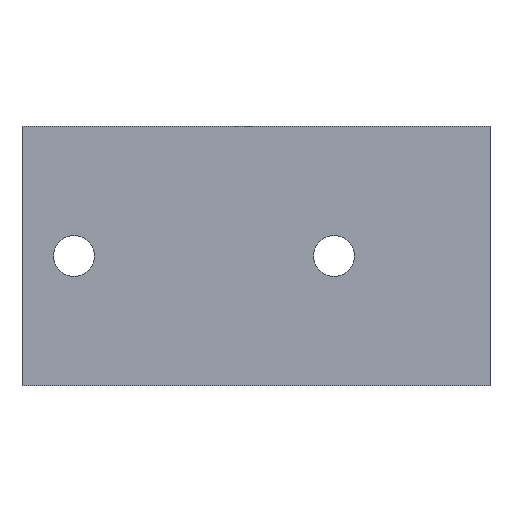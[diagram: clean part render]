
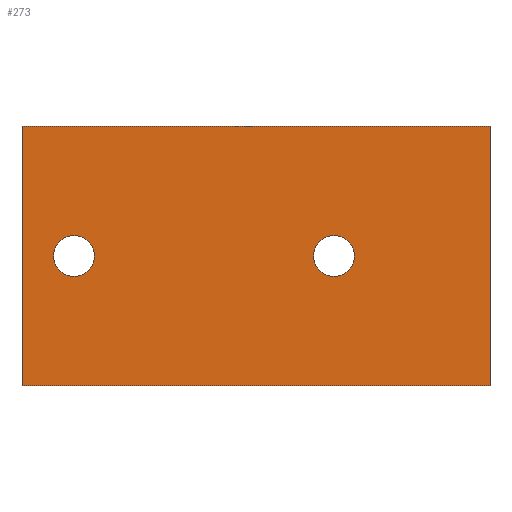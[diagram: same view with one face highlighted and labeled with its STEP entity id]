
A CAD part, front view. The second image highlights one B-rep face of the part: STEP entity #273.
In plain terms, the highlighted planar face has unit normal (0, -1, 0).
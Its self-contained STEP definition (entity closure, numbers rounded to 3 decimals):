
#27=LINE('',#443,#51);
#33=LINE('',#454,#57);
#37=LINE('',#462,#61);
#38=LINE('',#464,#62);
#51=VECTOR('',#369,10.);
#57=VECTOR('',#379,10.);
#61=VECTOR('',#387,10.);
#62=VECTOR('',#390,10.);
#73=PLANE('',#317);
#83=FACE_BOUND('',#124,.T.);
#84=FACE_BOUND('',#125,.T.);
#99=FACE_OUTER_BOUND('',#123,.T.);
#123=EDGE_LOOP('',(#241,#242,#243,#244));
#124=EDGE_LOOP('',(#245));
#125=EDGE_LOOP('',(#246));
#128=CIRCLE('',#297,0.784);
#130=CIRCLE('',#300,0.784);
#136=VERTEX_POINT('',#397);
#138=VERTEX_POINT('',#402);
#152=VERTEX_POINT('',#440);
#153=VERTEX_POINT('',#442);
#156=VERTEX_POINT('',#452);
#158=VERTEX_POINT('',#460);
#160=EDGE_CURVE('',#136,#136,#128,.T.);
#162=EDGE_CURVE('',#138,#138,#130,.T.);
#179=EDGE_CURVE('',#152,#153,#27,.T.);
#185=EDGE_CURVE('',#156,#152,#33,.T.);
#189=EDGE_CURVE('',#158,#153,#37,.T.);
#190=EDGE_CURVE('',#156,#158,#38,.T.);
#241=ORIENTED_EDGE('',*,*,#190,.T.);
#242=ORIENTED_EDGE('',*,*,#189,.T.);
#243=ORIENTED_EDGE('',*,*,#179,.F.);
#244=ORIENTED_EDGE('',*,*,#185,.F.);
#245=ORIENTED_EDGE('',*,*,#160,.T.);
#246=ORIENTED_EDGE('',*,*,#162,.T.);
#273=ADVANCED_FACE('',(#99,#83,#84),#73,.T.);
#297=AXIS2_PLACEMENT_3D('',#398,#325,#326);
#300=AXIS2_PLACEMENT_3D('',#403,#331,#332);
#317=AXIS2_PLACEMENT_3D('',#463,#388,#389);
#325=DIRECTION('center_axis',(0.,1.,0.));
#326=DIRECTION('ref_axis',(-1.,0.,0.));
#331=DIRECTION('center_axis',(0.,1.,0.));
#332=DIRECTION('ref_axis',(-1.,0.,0.));
#369=DIRECTION('',(1.,0.,0.));
#379=DIRECTION('',(0.,0.,1.));
#387=DIRECTION('',(0.,0.,1.));
#388=DIRECTION('center_axis',(0.,-1.,0.));
#389=DIRECTION('ref_axis',(1.,0.,0.));
#390=DIRECTION('',(1.,0.,0.));
#397=CARTESIAN_POINT('',(-11.919,-10.986,5.));
#398=CARTESIAN_POINT('Origin',(-11.135,-10.986,5.));
#402=CARTESIAN_POINT('',(-1.919,-10.986,5.));
#403=CARTESIAN_POINT('Origin',(-1.135,-10.986,5.));
#440=CARTESIAN_POINT('',(-13.135,-10.986,10.));
#442=CARTESIAN_POINT('',(4.865,-10.986,10.));
#443=CARTESIAN_POINT('',(-13.135,-10.986,10.));
#452=CARTESIAN_POINT('',(-13.135,-10.986,0.));
#454=CARTESIAN_POINT('',(-13.135,-10.986,0.));
#460=CARTESIAN_POINT('',(4.865,-10.986,0.));
#462=CARTESIAN_POINT('',(4.865,-10.986,0.));
#463=CARTESIAN_POINT('Origin',(-13.135,-10.986,0.));
#464=CARTESIAN_POINT('',(-13.135,-10.986,0.));
